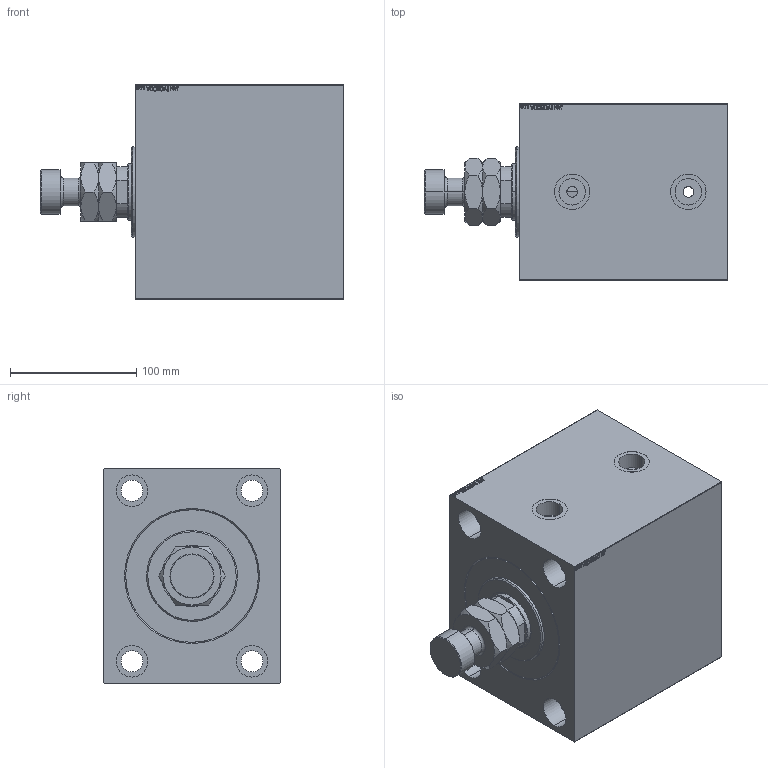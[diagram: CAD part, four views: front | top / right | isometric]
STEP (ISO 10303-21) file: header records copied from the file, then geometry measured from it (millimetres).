
FILE_DESCRIPTION (( 'STEP AP203' ), '1' );
FILE_NAME ('860e.STEP', '2022-04-17T04:16:37', ( '' ), ( '' ), 'SwSTEP 2.0', 'SolidWorks 2019', '' );
FILE_SCHEMA (( 'CONFIG_CONTROL_DESIGN' ));
Length unit declared in the file: millimetre
Products named in the file (5): 860e; V450CM_C_Body fd20a45d817bd26713064125e5d884f9; V450CM_VC_B fd20a45d817bd26713064125e5d884f9; MFA fd20a45d817bd26713064125e5d884f9; V450CM_C_VCP fd20a45d817bd26713064125e5d884f9
Assembly tree (4 placements, depth 2):
  860e
    V450CM_C_Body fd20a45d817bd26713064125e5d884f9
    V450CM_C_VCP fd20a45d817bd26713064125e5d884f9
    V450CM_VC_B fd20a45d817bd26713064125e5d884f9
    MFA fd20a45d817bd26713064125e5d884f9
Bounding box: 240 x 140 x 170 mm (x, y, z)
Volume: 3405687.6 mm3; surface area: 301065.2 mm2
Topology: 4 solids, 4 shells, 931 faces, 2351 edges, 1547 vertices
Faces by surface type: plane 429, bspline 380, cylinder 76, cone 42, torus 4
Entity records: 46269 total; most frequent: CARTESIAN_POINT 25883, ORIENTED_EDGE 4700, DIRECTION 2840, EDGE_CURVE 2350, VERTEX_POINT 1547, LINE 1336, VECTOR 1336, EDGE_LOOP 1067
